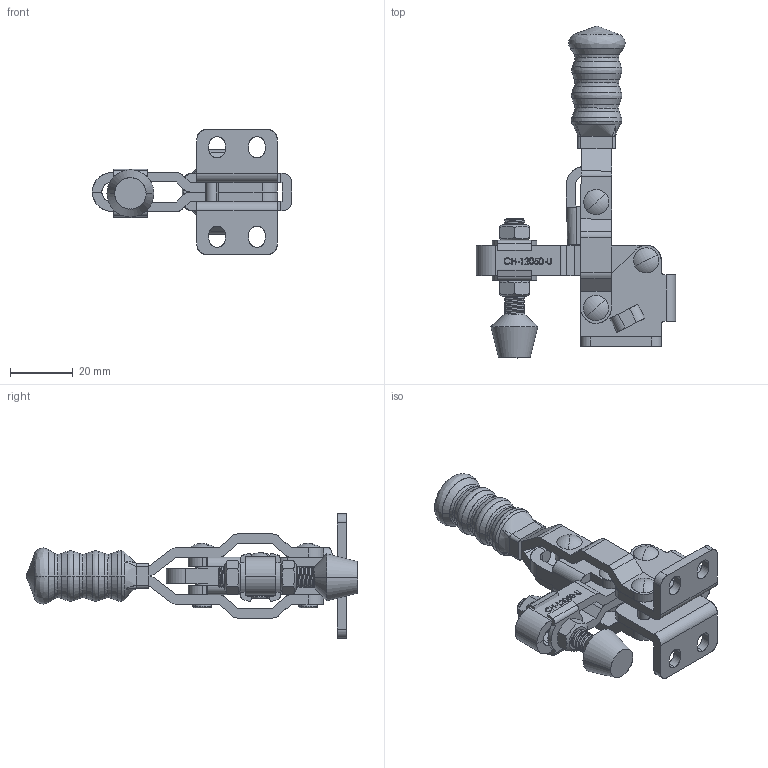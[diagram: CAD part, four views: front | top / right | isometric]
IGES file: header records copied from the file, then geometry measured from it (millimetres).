
Start section: SolidWorks IGES file using analytic representation for surfaces
Global section: file name: GP-1202-U.IGS; native system: SolidWorks 2019; preprocessor: SolidWorks 2019; author: Engenharia; date: 210204.151125; units: millimetre
Bounding box: 63.5 x 105.84 x 39.8 mm (x, y, z)
Surface area: 23618.6 mm2 (no closed solid volume)
Topology: 0 solids, 0 shells, 827 faces, 11916 edges, 11905 vertices
Faces by surface type: bspline 562, revolution 265
